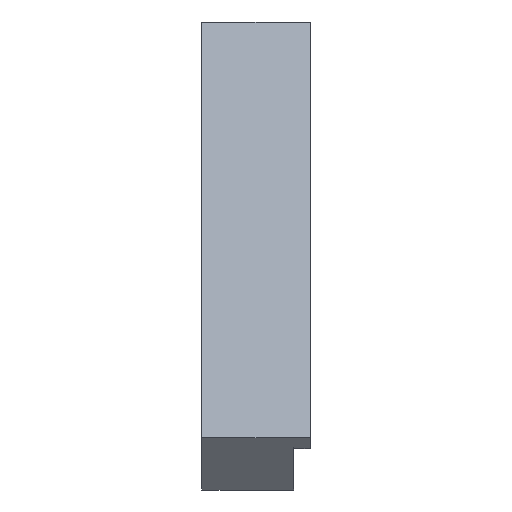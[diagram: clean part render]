
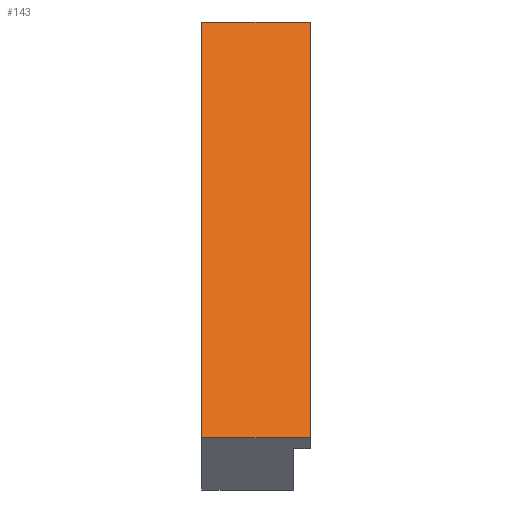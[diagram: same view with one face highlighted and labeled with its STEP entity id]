
A CAD part, left-side view. The second image highlights one B-rep face of the part: STEP entity #143.
In plain terms, the highlighted planar face has unit normal (-0.643, 0, 0.766).
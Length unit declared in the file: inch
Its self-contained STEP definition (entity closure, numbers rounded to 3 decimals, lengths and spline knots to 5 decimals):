
#17=FACE_OUTER_BOUND('',#25,.T.);
#25=EDGE_LOOP('',(#107,#108,#109,#110));
#33=LINE('',#215,#51);
#40=LINE('',#229,#58);
#41=LINE('',#231,#59);
#42=LINE('',#232,#60);
#51=VECTOR('',#177,0.3937);
#58=VECTOR('',#188,0.3937);
#59=VECTOR('',#189,0.3937);
#60=VECTOR('',#190,0.3937);
#69=VERTEX_POINT('',#212);
#70=VERTEX_POINT('',#214);
#75=VERTEX_POINT('',#228);
#76=VERTEX_POINT('',#230);
#81=EDGE_CURVE('',#70,#69,#33,.T.);
#88=EDGE_CURVE('',#69,#75,#40,.T.);
#89=EDGE_CURVE('',#76,#75,#41,.T.);
#90=EDGE_CURVE('',#70,#76,#42,.T.);
#107=ORIENTED_EDGE('',*,*,#81,.T.);
#108=ORIENTED_EDGE('',*,*,#88,.T.);
#109=ORIENTED_EDGE('',*,*,#89,.F.);
#110=ORIENTED_EDGE('',*,*,#90,.F.);
#135=PLANE('',#165);
#143=ADVANCED_FACE('',(#17),#135,.T.);
#165=AXIS2_PLACEMENT_3D('',#227,#186,#187);
#177=DIRECTION('',(0.,1.,0.));
#186=DIRECTION('center_axis',(-0.643,0.,0.766));
#187=DIRECTION('ref_axis',(0.,1.,0.));
#188=DIRECTION('',(-0.766,0.,-0.643));
#189=DIRECTION('',(0.,1.,0.));
#190=DIRECTION('',(-0.766,0.,-0.643));
#212=CARTESIAN_POINT('',(-0.1019,47.25,-0.08551));
#214=CARTESIAN_POINT('',(-0.1019,41.5,-0.08551));
#215=CARTESIAN_POINT('',(-0.1019,18.625,-0.08551));
#227=CARTESIAN_POINT('Origin',(0.,41.5,0.));
#228=CARTESIAN_POINT('',(-26.39856,47.25,-22.15102));
#229=CARTESIAN_POINT('',(0.,47.25,0.));
#230=CARTESIAN_POINT('',(-26.39856,41.5,-22.15102));
#231=CARTESIAN_POINT('',(-26.39856,42.9375,-22.15102));
#232=CARTESIAN_POINT('',(0.,41.5,0.));
